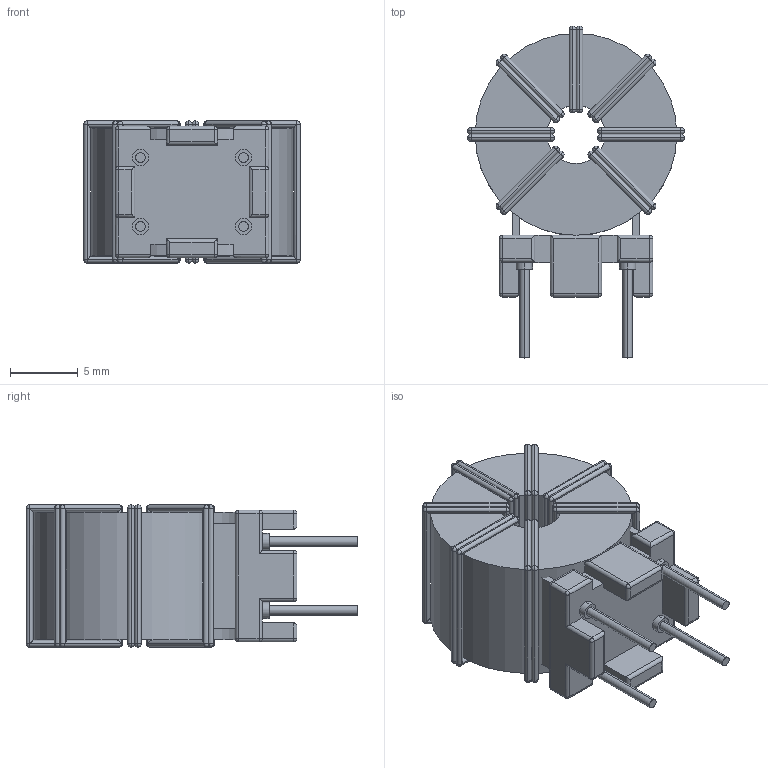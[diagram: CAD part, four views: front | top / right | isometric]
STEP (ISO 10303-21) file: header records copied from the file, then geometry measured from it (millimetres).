
FILE_DESCRIPTION (( 'STEP AP214' ), '1' );
FILE_NAME ('IFC_NTST101A_L16W10.5LL4.5.STEP', '2018-10-24T15:18:17', ( '' ), ( '' ), 'SwSTEP 2.0', 'SolidWorks 2014', '' );
FILE_SCHEMA (( 'AUTOMOTIVE_DESIGN' ));
Length unit declared in the file: millimetre
Products named in the file (1): IFC_NTST101A_L16W10.5LL4.5
Bounding box: 16 x 24.5 x 10.5 mm (x, y, z)
Volume: 1882 mm3; surface area: 2116.3 mm2
Topology: 16 solids, 16 shells, 528 faces, 1197 edges, 558 vertices
Faces by surface type: cylinder 292, sphere 128, plane 108
Entity records: 18672 total; most frequent: CARTESIAN_POINT 2564, DIRECTION 2359, ORIENTED_EDGE 2138, EDGE_CURVE 1069, AXIS2_PLACEMENT_3D 897, LINE 565, VECTOR 565, VERTEX_POINT 558
